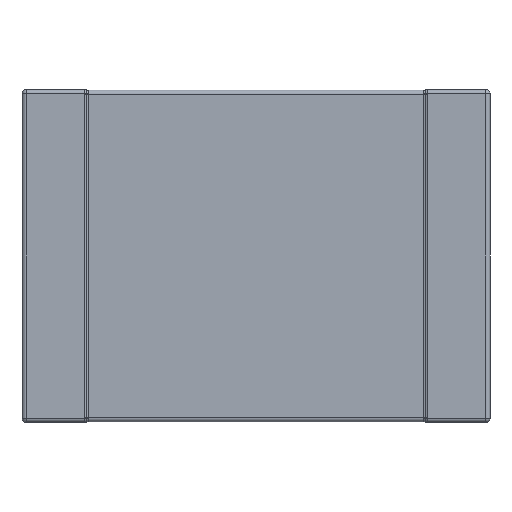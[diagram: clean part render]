
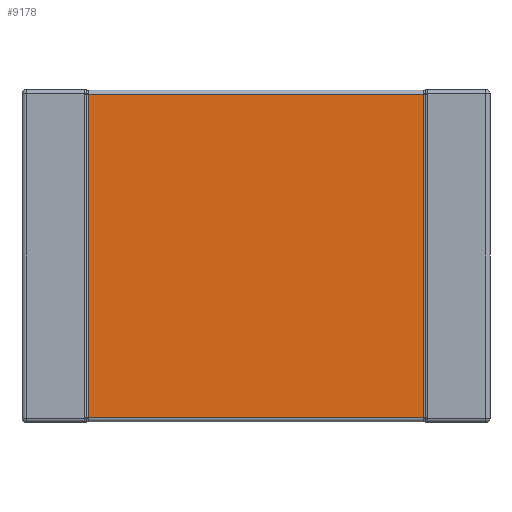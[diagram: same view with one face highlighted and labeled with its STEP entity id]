
A CAD part, front view. The second image highlights one B-rep face of the part: STEP entity #9178.
In plain terms, the highlighted planar face has unit normal (0, -1, 0).
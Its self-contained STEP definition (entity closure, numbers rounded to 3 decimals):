
#1287=CARTESIAN_POINT('',(1.614,0.01,1.555));
#1297=CARTESIAN_POINT('',(-1.614,0.01,
1.555));
#1344=DIRECTION('',(0.,0.,-1.));
#1345=VECTOR('',#1344,3.11);
#1346=CARTESIAN_POINT('',(1.614,0.01,1.555));
#1347=LINE('',#1346,#1345);
#1351=DIRECTION('',(1.,0.,0.));
#1352=VECTOR('',#1351,3.227);
#1353=CARTESIAN_POINT('',(-1.614,0.01,
-1.555));
#1354=LINE('',#1353,#1352);
#1358=DIRECTION('',(0.,0.,-1.));
#1359=VECTOR('',#1358,3.11);
#1360=CARTESIAN_POINT('',(-1.614,0.01,
1.555));
#1361=LINE('',#1360,#1359);
#1365=DIRECTION('',(-1.,0.,0.));
#1366=VECTOR('',#1365,3.227);
#1367=CARTESIAN_POINT('',(1.614,0.01,1.555));
#1368=LINE('',#1367,#1366);
#6023=VERTEX_POINT('',#1287);
#6024=CARTESIAN_POINT('',(1.614,0.01,
-1.555));
#6025=VERTEX_POINT('',#6024);
#6042=VERTEX_POINT('',#1297);
#6043=CARTESIAN_POINT('',(-1.614,0.01,
-1.555));
#6044=VERTEX_POINT('',#6043);
#9165=CARTESIAN_POINT('',(1.64,0.01,1.6));
#9166=DIRECTION('',(0.,1.,0.));
#9167=DIRECTION('',(-1.,0.,0.));
#9168=AXIS2_PLACEMENT_3D('',#9165,#9166,#9167);
#9169=PLANE('',#9168);
#9170=ORIENTED_EDGE('',*,*,#8061,.T.);
#9172=ORIENTED_EDGE('',*,*,#9171,.F.);
#9174=ORIENTED_EDGE('',*,*,#9173,.F.);
#9175=ORIENTED_EDGE('',*,*,#9152,.F.);
#9176=EDGE_LOOP('',(#9170,#9172,#9174,#9175));
#9177=FACE_OUTER_BOUND('',#9176,.F.);
#9178=ADVANCED_FACE('',(#9177),#9169,.F.);
#8061=EDGE_CURVE('',#6023,#6025,#1347,.T.);
#9152=EDGE_CURVE('',#6023,#6042,#1368,.T.);
#9171=EDGE_CURVE('',#6044,#6025,#1354,.T.);
#9173=EDGE_CURVE('',#6042,#6044,#1361,.T.);
